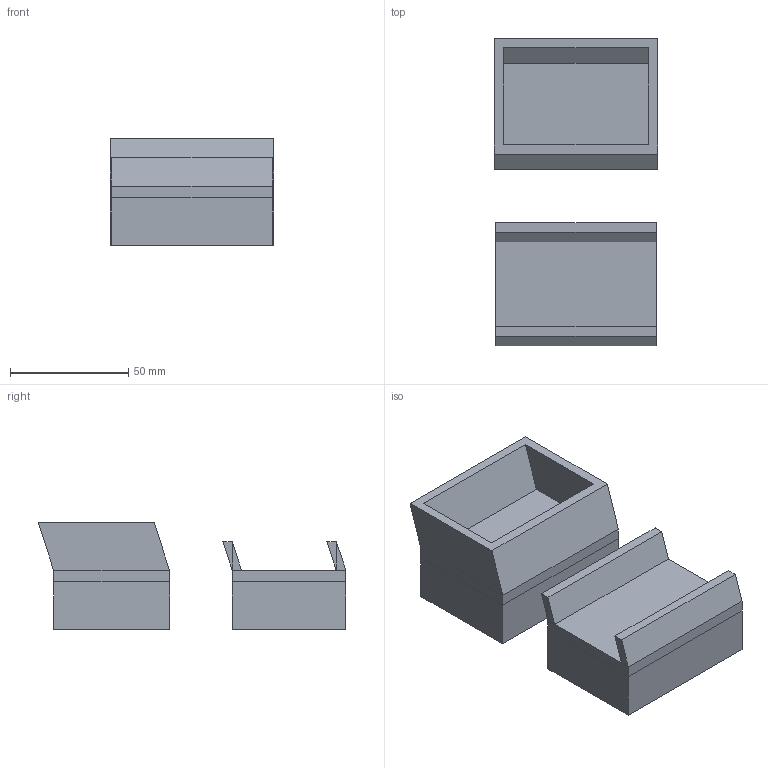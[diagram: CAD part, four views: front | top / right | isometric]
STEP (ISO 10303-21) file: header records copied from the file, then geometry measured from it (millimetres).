
FILE_DESCRIPTION(/* description */ (''),/* implementation_level */ '2;1');
FILE_NAME(/* name */ 'halterung v4.step',/* time_stamp */ '2020-04-11T11:20:36+02:00',/* author */ (''),/* organization */ (''),/* preprocessor_version */ 'ST-DEVELOPER v18',/* originating_system */ 'Autodesk Translation Framework v8.12.0.6',/* authorisation */ '');
FILE_SCHEMA (('AUTOMOTIVE_DESIGN { 1 0 10303 214 3 1 1 }'));
Length unit declared in the file: millimetre
Products named in the file (1): halterung
Bounding box: 69 x 130 x 45 mm (x, y, z)
Volume: 92233 mm3; surface area: 57410.2 mm2
Topology: 10 solids, 10 shells, 72 faces, 156 edges, 104 vertices
Faces by surface type: plane 72
Entity records: 1960 total; most frequent: CARTESIAN_POINT 333, ORIENTED_EDGE 312, DIRECTION 302, LINE 156, VECTOR 156, EDGE_CURVE 156, VERTEX_POINT 104, EDGE_LOOP 80
